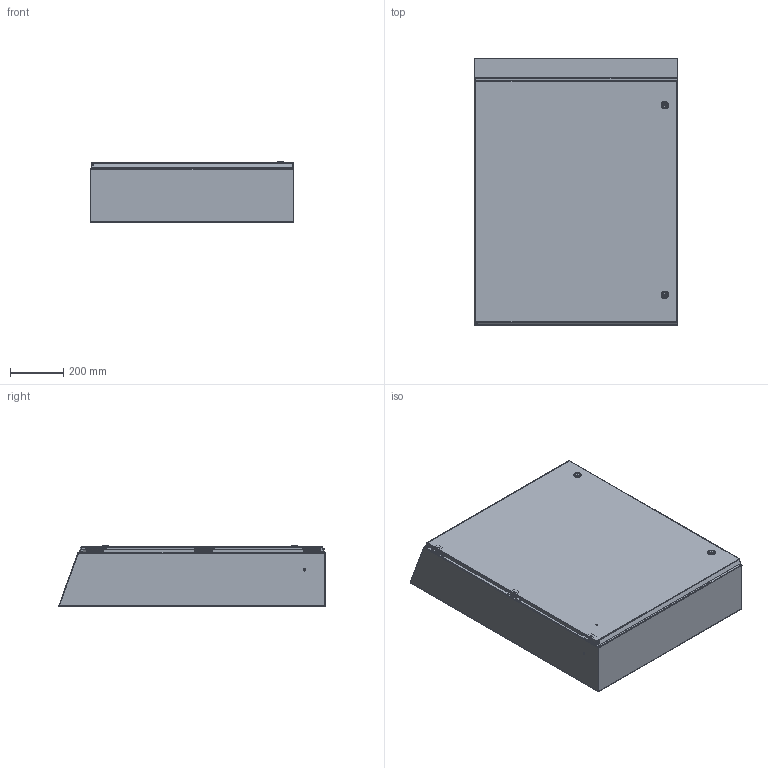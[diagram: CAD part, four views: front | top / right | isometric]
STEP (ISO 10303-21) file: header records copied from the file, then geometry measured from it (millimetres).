
FILE_DESCRIPTION((''),'2;1');
FILE_NAME('N412363008CSSST.stp','2013-04-24T19:36:04',('ps'),(''),'Autodesk Inventor 2012','Autodesk Inventor 2012','');
FILE_SCHEMA(('AUTOMOTIVE_DESIGN { 1 0 10303 214 1 1 1 1 }'));
Length unit declared in the file: inch
Products named in the file (25): N412_CSSST-assm; N412363008CSSSTB3S; HFW3161; HFW328176; 17376 PIN; 17380 SCREW; 17723 BOX LEAF; 17723-UTI BRACKET; 17910 SEALING WASHER; HFW328175; 388151; N4123008CSSSTTOP; 38846; N4123630CSSSTLID; 35123; 1000-179_prt; 1000-u156_asm; 1000-102A-AA; 1000-02; 1000-23; 1000-u630_asm; 1000-318-PF; 1000-03-PG; 1000-24; 1000-277-01PI
Assembly tree (40 placements, depth 4):
  N412_CSSST-assm
    N412363008CSSSTB3S
    HFW3161  x3
    HFW328176  x3
      17376 PIN
      17380 SCREW
      17723 BOX LEAF
      17723-UTI BRACKET
      17910 SEALING WASHER
    HFW328175  x3
    388151  x6
    N4123008CSSSTTOP
    38846  x2
    N4123630CSSSTLID
    35123  x2
      1000-179_prt
      1000-u156_asm
        1000-102A-AA
        1000-02
        1000-23
      1000-u630_asm
        1000-318-PF
        1000-03-PG
        1000-24
        1000-277-01PI
    17376 PIN
Bounding box: 762 x 1000.54 x 229.72 mm (x, y, z)
Volume: 4416830.2 mm3; surface area: 4726562.3 mm2
Topology: 53 solids, 55 shells, 2168 faces, 5317 edges, 3267 vertices
Faces by surface type: plane 842, cylinder 782, cone 280, bspline 209, torus 55
Full cylindrical faces by diameter (mm): 2.362 x6, 3.175 x4, 3.317 x102, 3.861 x6, 3.962 x4, 4.166 x102, 4.25 x6, 4.366 x6, 4.572 x8, 4.763 x6, 5 x2, 5.5 x2, 6.35 x14, 6.502 x6, 6.985 x6, 7.62 x6, 8 x2, 8.128 x6, 8.56 x2, 9.144 x6, 9.9 x2, 10 x2, 10.2 x2, 11.113 x4, 12.8 x2, 13.5 x2, 14.3 x6, 15.2 x2, 16 x2, 16.1 x2
Entity records: 33804 total; most frequent: CARTESIAN_POINT 12812, ORIENTED_EDGE 3958, DIRECTION 3952, EDGE_CURVE 1979, AXIS2_PLACEMENT_3D 1403, VERTEX_POINT 1291, VECTOR 1146, LINE 1146
